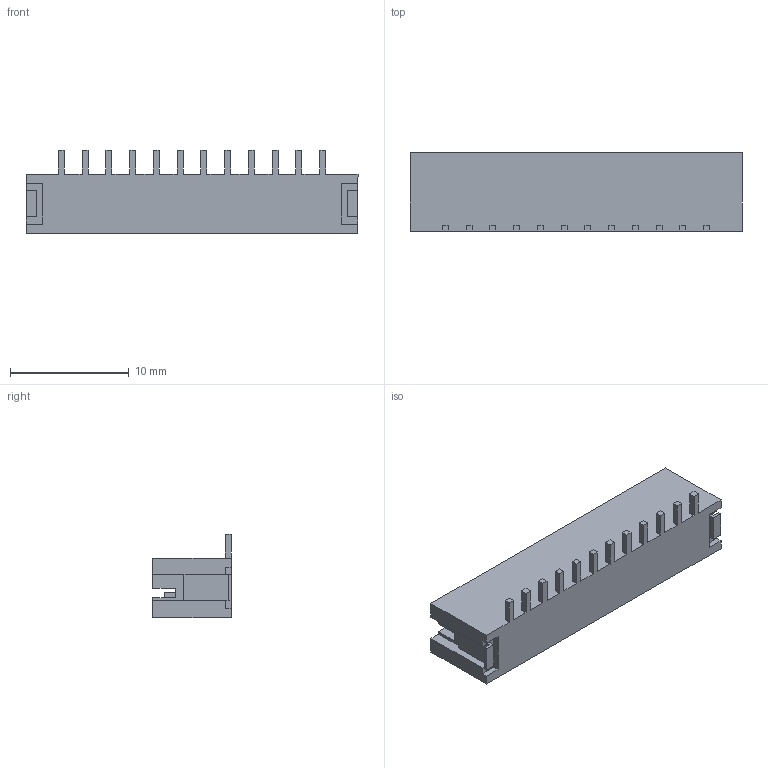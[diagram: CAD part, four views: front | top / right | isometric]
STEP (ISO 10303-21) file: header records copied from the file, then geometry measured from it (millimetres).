
FILE_DESCRIPTION (( 'STEP AP214' ), '1' );
FILE_NAME ('B12B-PH-SM4.STEP', '2010-06-14T04:34:15', ( ' ' ), ( ' ' ), 'SwSTEP 2.0', 'SolidWorks 2005235', '' );
FILE_SCHEMA (( 'AUTOMOTIVE_DESIGN' ));
Length unit declared in the file: millimetre
Products named in the file (1): B12B-PH-SM4
Bounding box: 27.95 x 6.6 x 7 mm (x, y, z)
Volume: 447.2 mm3; surface area: 970.5 mm2
Topology: 1 solids, 1 shells, 166 faces, 450 edges, 298 vertices
Faces by surface type: plane 166
Entity records: 6955 total; most frequent: CARTESIAN_POINT 915, ORIENTED_EDGE 900, DIRECTION 784, EDGE_CURVE 450, VECTOR 450, LINE 450, VERTEX_POINT 298, EDGE_LOOP 178
